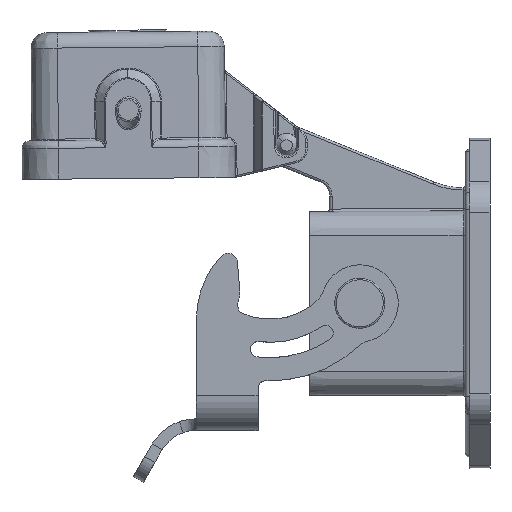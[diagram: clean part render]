
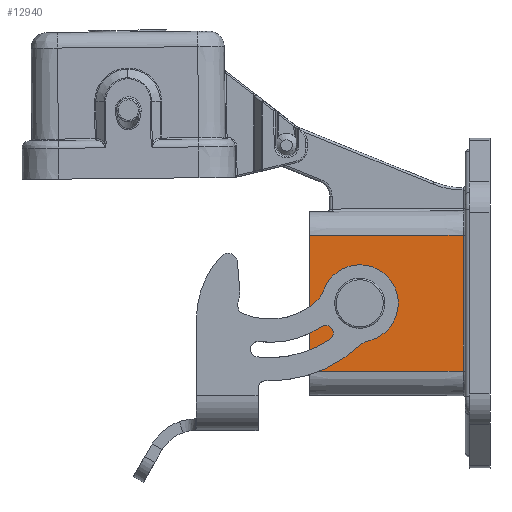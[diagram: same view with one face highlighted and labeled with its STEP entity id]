
A CAD part, left-side view. The second image highlights one B-rep face of the part: STEP entity #12940.
In plain terms, the highlighted planar face has unit normal (-1, 0.004, 0).
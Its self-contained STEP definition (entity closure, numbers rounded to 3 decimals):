
#12713 = VERTEX_POINT ( 'NONE', #22103 ) ;
#12885 = ORIENTED_EDGE ( 'NONE', *, *, #12895, .T. ) ;
#12886 = ORIENTED_EDGE ( 'NONE', *, *, #12951, .T. ) ;
#12888 = ORIENTED_EDGE ( 'NONE', *, *, #12893, .F. ) ;
#12890 = VERTEX_POINT ( 'NONE', #22907 ) ;
#12891 = VERTEX_POINT ( 'NONE', #22904 ) ;
#12893 = EDGE_CURVE ( 'NONE', #12890, #12938, #22909, .T. ) ;
#12895 = EDGE_CURVE ( 'NONE', #12947, #12713, #22953, .T. ) ;
#12896 = VERTEX_POINT ( 'NONE', #22955 ) ;
#12928 = EDGE_CURVE ( 'NONE', #12993, #12891, #22985, .T. ) ;
#12937 = ORIENTED_EDGE ( 'NONE', *, *, #12989, .T. ) ;
#12938 = VERTEX_POINT ( 'NONE', #23001 ) ;
#12940 = ADVANCED_FACE ( 'NONE', ( #22994, #23027 ), #22988, .T. ) ;
#12941 = ORIENTED_EDGE ( 'NONE', *, *, #12945, .T. ) ;
#12943 = EDGE_LOOP ( 'NONE', ( #12886, #12956, #12953, #12888 ) ) ;
#12945 = EDGE_CURVE ( 'NONE', #12713, #12891, #23020, .T. ) ;
#12947 = VERTEX_POINT ( 'NONE', #23046 ) ;
#12948 = ORIENTED_EDGE ( 'NONE', *, *, #12928, .F. ) ;
#12949 = EDGE_LOOP ( 'NONE', ( #12885, #12941, #12948, #12937 ) ) ;
#12951 = EDGE_CURVE ( 'NONE', #12890, #12952, #23102, .T. ) ;
#12952 = VERTEX_POINT ( 'NONE', #23104 ) ;
#12953 = ORIENTED_EDGE ( 'NONE', *, *, #12954, .T. ) ;
#12954 = EDGE_CURVE ( 'NONE', #12896, #12938, #23095, .T. ) ;
#12955 = EDGE_CURVE ( 'NONE', #12952, #12896, #23090, .T. ) ;
#12956 = ORIENTED_EDGE ( 'NONE', *, *, #12955, .T. ) ;
#12989 = EDGE_CURVE ( 'NONE', #12993, #12947, #23139, .T. ) ;
#12993 = VERTEX_POINT ( 'NONE', #23175 ) ;
#22103 = CARTESIAN_POINT ( 'NONE',  ( -11.948, 14.761, -2.154 ) ) ;
#22904 = CARTESIAN_POINT ( 'NONE',  ( -11.948, 14.761, -1.17 ) ) ;
#22907 = CARTESIAN_POINT ( 'NONE',  ( -11.923, 22.2, -8.8 ) ) ;
#22909 = LINE ( 'NONE', #22958, #22957 ) ;
#22942 = CARTESIAN_POINT ( 'NONE',  ( -11.948, 14.761, -2.154 ) ) ;
#22943 = CARTESIAN_POINT ( 'NONE',  ( -11.95, 14.332, -1.967 ) ) ;
#22944 = CARTESIAN_POINT ( 'NONE',  ( -11.951, 13.99, -1.678 ) ) ;
#22945 = CARTESIAN_POINT ( 'NONE',  ( -11.953, 13.478, -0.897 ) ) ;
#22946 = CARTESIAN_POINT ( 'NONE',  ( -11.953, 13.35, -0.467 ) ) ;
#22947 = CARTESIAN_POINT ( 'NONE',  ( -11.953, 13.35, 0.467 ) ) ;
#22948 = CARTESIAN_POINT ( 'NONE',  ( -11.953, 13.478, 0.897 ) ) ;
#22949 = CARTESIAN_POINT ( 'NONE',  ( -11.951, 13.99, 1.678 ) ) ;
#22950 = CARTESIAN_POINT ( 'NONE',  ( -11.95, 14.332, 1.967 ) ) ;
#22951 = CARTESIAN_POINT ( 'NONE',  ( -11.948, 14.761, 2.154 ) ) ;
#22953 = B_SPLINE_CURVE_WITH_KNOTS ( 'NONE', 3,
 ( #22951, #22950, #22949, #22948, #22947, #22946, #22945, #22944, #22943, #22942 ),
 .UNSPECIFIED., .F., .F.,
 ( 4, 2, 2, 2, 4 ),
 ( 0., 0.25, 0.5, 0.75, 1. ),
 .UNSPECIFIED. ) ;
#22955 = CARTESIAN_POINT ( 'NONE',  ( -11.992, 2.299, 8.8 ) ) ;
#22956 = DIRECTION ( 'NONE',  ( 0., 0., 1. ) ) ;
#22957 = VECTOR ( 'NONE', #22956, 1000. ) ;
#22958 = CARTESIAN_POINT ( 'NONE',  ( -11.923, 22.2, 0. ) ) ;
#22985 = B_SPLINE_CURVE_WITH_KNOTS ( 'NONE', 3,
 ( #22986, #23045, #23044, #23043, #23042, #23041, #23040, #23039, #23038, #23037, #23036, #23035, #23034, #23033, #23032, #23031, #23030, #23029 ),
 .UNSPECIFIED., .F., .F.,
 ( 4, 2, 2, 2, 2, 2, 2, 2, 4 ),
 ( 0., 0.125, 0.25, 0.375, 0.5, 0.625, 0.75, 0.875, 1. ),
 .UNSPECIFIED. ) ;
#22986 = CARTESIAN_POINT ( 'NONE',  ( -11.948, 14.761, 1.17 ) ) ;
#22988 = PLANE ( 'NONE',  #23026 ) ;
#22994 = FACE_OUTER_BOUND ( 'NONE', #12943, .T. ) ;
#23001 = CARTESIAN_POINT ( 'NONE',  ( -11.923, 22.2, 8.8 ) ) ;
#23017 = DIRECTION ( 'NONE',  ( -1., 0.003, 0. ) ) ;
#23020 = LINE ( 'NONE', #23065, #23064 ) ;
#23025 = CARTESIAN_POINT ( 'NONE',  ( -12., 0., 0. ) ) ;
#23026 = AXIS2_PLACEMENT_3D ( 'NONE', #23025, #23017, #23073 ) ;
#23027 = FACE_BOUND ( 'NONE', #12949, .T. ) ;
#23029 = CARTESIAN_POINT ( 'NONE',  ( -11.948, 14.761, -1.17 ) ) ;
#23030 = CARTESIAN_POINT ( 'NONE',  ( -11.948, 14.987, -1.351 ) ) ;
#23031 = CARTESIAN_POINT ( 'NONE',  ( -11.948, 15.242, -1.457 ) ) ;
#23032 = CARTESIAN_POINT ( 'NONE',  ( -11.948, 15.814, -1.523 ) ) ;
#23033 = CARTESIAN_POINT ( 'NONE',  ( -11.948, 16.089, -1.477 ) ) ;
#23034 = CARTESIAN_POINT ( 'NONE',  ( -11.948, 16.608, -1.228 ) ) ;
#23035 = CARTESIAN_POINT ( 'NONE',  ( -11.948, 16.816, -1.043 ) ) ;
#23036 = CARTESIAN_POINT ( 'NONE',  ( -11.948, 17.123, -0.555 ) ) ;
#23037 = CARTESIAN_POINT ( 'NONE',  ( -11.948, 17.2, -0.288 ) ) ;
#23038 = CARTESIAN_POINT ( 'NONE',  ( -11.948, 17.2, 0.288 ) ) ;
#23039 = CARTESIAN_POINT ( 'NONE',  ( -11.948, 17.123, 0.555 ) ) ;
#23040 = CARTESIAN_POINT ( 'NONE',  ( -11.948, 16.816, 1.043 ) ) ;
#23041 = CARTESIAN_POINT ( 'NONE',  ( -11.948, 16.608, 1.228 ) ) ;
#23042 = CARTESIAN_POINT ( 'NONE',  ( -11.948, 16.089, 1.477 ) ) ;
#23043 = CARTESIAN_POINT ( 'NONE',  ( -11.948, 15.815, 1.523 ) ) ;
#23044 = CARTESIAN_POINT ( 'NONE',  ( -11.948, 15.242, 1.457 ) ) ;
#23045 = CARTESIAN_POINT ( 'NONE',  ( -11.948, 14.986, 1.35 ) ) ;
#23046 = CARTESIAN_POINT ( 'NONE',  ( -11.948, 14.761, 2.154 ) ) ;
#23063 = DIRECTION ( 'NONE',  ( 0., 0., 1. ) ) ;
#23064 = VECTOR ( 'NONE', #23063, 1000. ) ;
#23065 = CARTESIAN_POINT ( 'NONE',  ( -11.948, 14.761, 0. ) ) ;
#23073 = DIRECTION ( 'NONE',  ( -0.003, -1., 0. ) ) ;
#23087 = DIRECTION ( 'NONE',  ( 0., 0., 1. ) ) ;
#23088 = VECTOR ( 'NONE', #23087, 1000. ) ;
#23089 = CARTESIAN_POINT ( 'NONE',  ( -11.992, 2.299, 8.8 ) ) ;
#23090 = LINE ( 'NONE', #23089, #23088 ) ;
#23092 = DIRECTION ( 'NONE',  ( 0.003, 1., 0. ) ) ;
#23093 = VECTOR ( 'NONE', #23092, 1000. ) ;
#23094 = CARTESIAN_POINT ( 'NONE',  ( -12., 0., 8.8 ) ) ;
#23095 = LINE ( 'NONE', #23094, #23093 ) ;
#23098 = DIRECTION ( 'NONE',  ( -0.003, -1., 0. ) ) ;
#23099 = VECTOR ( 'NONE', #23098, 1000. ) ;
#23101 = CARTESIAN_POINT ( 'NONE',  ( -12., 0., -8.8 ) ) ;
#23102 = LINE ( 'NONE', #23101, #23099 ) ;
#23104 = CARTESIAN_POINT ( 'NONE',  ( -11.992, 2.299, -8.8 ) ) ;
#23136 = DIRECTION ( 'NONE',  ( 0., 0., 1. ) ) ;
#23137 = VECTOR ( 'NONE', #23136, 1000. ) ;
#23138 = CARTESIAN_POINT ( 'NONE',  ( -11.948, 14.761, 0. ) ) ;
#23139 = LINE ( 'NONE', #23138, #23137 ) ;
#23175 = CARTESIAN_POINT ( 'NONE',  ( -11.948, 14.761, 1.17 ) ) ;
